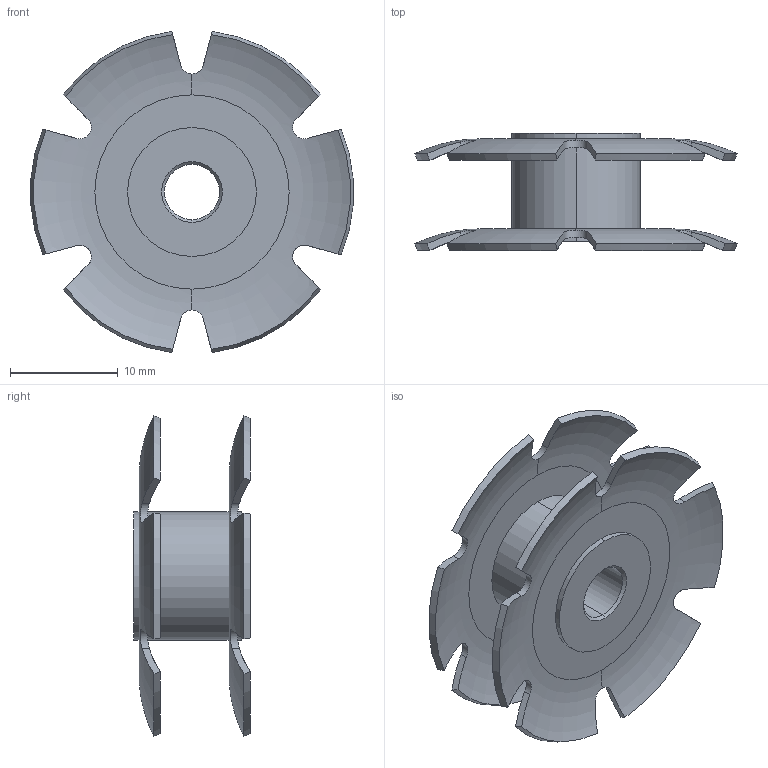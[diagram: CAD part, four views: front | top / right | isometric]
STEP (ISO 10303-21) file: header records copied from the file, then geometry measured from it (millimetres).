
FILE_DESCRIPTION (( 'STEP AP214' ), '1' );
FILE_NAME ('WCP-0431 Rev1.step', '2023-12-05T19:58:53', ( '' ), ( '' ), 'SwSTEP 2.0', 'SolidWorks 2022', '' );
FILE_SCHEMA (( 'AUTOMOTIVE_DESIGN' ));
Length unit declared in the file: inch
Products named in the file (1): WCP-0431 Rev1
Bounding box: 29.88 x 10.82 x 29.74 mm (x, y, z)
Volume: 1617.8 mm3; surface area: 2966 mm2
Topology: 1 solids, 1 shells, 78 faces, 212 edges, 140 vertices
Faces by surface type: plane 30, cylinder 24, cone 16, torus 8
Entity records: 2782 total; most frequent: CARTESIAN_POINT 903, ORIENTED_EDGE 424, DIRECTION 318, EDGE_CURVE 212, VERTEX_POINT 140, AXIS2_PLACEMENT_3D 139, B_SPLINE_CURVE_WITH_KNOTS 112, EDGE_LOOP 84
